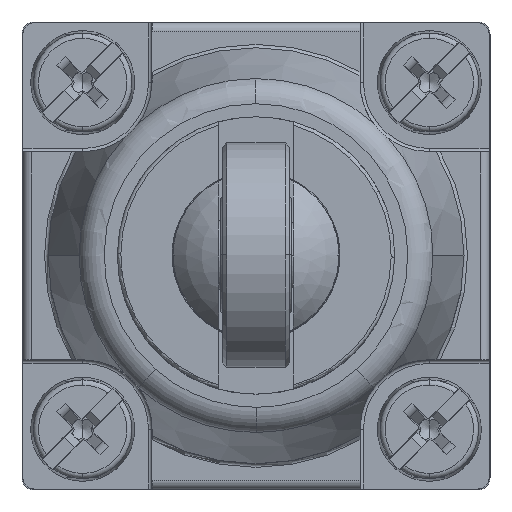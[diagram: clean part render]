
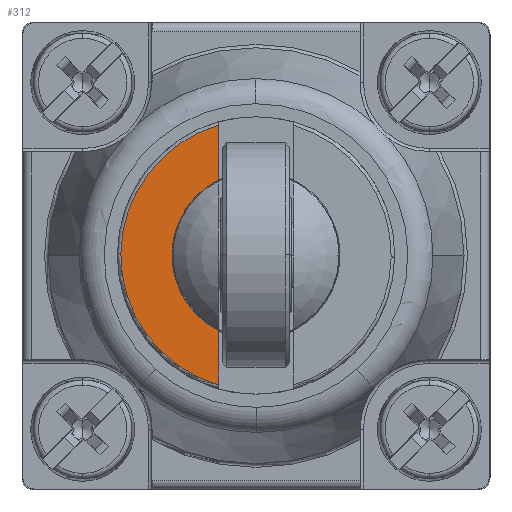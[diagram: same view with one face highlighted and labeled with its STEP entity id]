
A CAD part, top view. The second image highlights one B-rep face of the part: STEP entity #312.
In plain terms, the highlighted planar face has unit normal (0, 0, 1).
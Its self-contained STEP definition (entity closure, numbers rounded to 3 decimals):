
#312=ADVANCED_FACE('',(#1238),#1239,.F.);
#1238=FACE_OUTER_BOUND('',#2710,.T.);
#1239=PLANE('',#2711);
#2710=EDGE_LOOP('',(#5323,#5324,#5325,#5326,#5327));
#2711=AXIS2_PLACEMENT_3D('',#5328,#5329,#5330);
#5323=ORIENTED_EDGE('',*,*,#10247,.F.);
#5324=ORIENTED_EDGE('',*,*,#10248,.F.);
#5325=ORIENTED_EDGE('',*,*,#10249,.F.);
#5326=ORIENTED_EDGE('',*,*,#9978,.T.);
#5327=ORIENTED_EDGE('',*,*,#10234,.T.);
#5328=CARTESIAN_POINT('',(0.0,0.0,27.8));
#5329=DIRECTION('',(0.0,0.0,-1.0));
#5330=DIRECTION('',(0.0,-1.0,0.0));
#9978=EDGE_CURVE('',#12051,#12048,#12052,.T.);
#10234=EDGE_CURVE('',#12048,#12490,#12492,.T.);
#10247=EDGE_CURVE('',#12513,#12490,#12514,.T.);
#10248=EDGE_CURVE('',#12515,#12513,#12516,.T.);
#10249=EDGE_CURVE('',#12051,#12515,#12517,.T.);
#12048=VERTEX_POINT('',#15398);
#12051=VERTEX_POINT('',#15401);
#12052=CIRCLE('',#15402,7.8);
#12490=VERTEX_POINT('',#16166);
#12492=CIRCLE('',#16175,7.8);
#12513=VERTEX_POINT('',#16211);
#12514=LINE('',#16212,#16213);
#12515=VERTEX_POINT('',#16214);
#12516=CIRCLE('',#16215,4.85);
#12517=LINE('',#16216,#16217);
#15398=CARTESIAN_POINT('',(-7.799,0.105,27.8));
#15401=CARTESIAN_POINT('',(-2.15,7.498,27.8));
#15402=AXIS2_PLACEMENT_3D('',#20951,#20952,#20953);
#16166=CARTESIAN_POINT('',(-2.15,-7.498,27.8));
#16175=AXIS2_PLACEMENT_3D('',#21417,#21418,#21419);
#16211=CARTESIAN_POINT('',(-2.15,-4.347,27.8));
#16212=CARTESIAN_POINT('',(-2.15,-4.347,27.8));
#16213=VECTOR('',#21437,3.151);
#16214=CARTESIAN_POINT('',(-2.15,4.347,27.8));
#16215=AXIS2_PLACEMENT_3D('',#21438,#21439,#21440);
#16216=CARTESIAN_POINT('',(-2.15,7.498,27.8));
#16217=VECTOR('',#21441,3.151);
#20951=CARTESIAN_POINT('',(0.0,0.0,27.8));
#20952=DIRECTION('',(0.0,0.0,1.0));
#20953=DIRECTION('',(-0.276,0.961,0.0));
#21417=CARTESIAN_POINT('',(0.0,0.0,27.8));
#21418=DIRECTION('',(0.0,0.0,1.0));
#21419=DIRECTION('',(-0.276,0.961,0.0));
#21437=DIRECTION('',(0.0,-1.0,0.0));
#21438=CARTESIAN_POINT('',(0.0,0.0,27.8));
#21439=DIRECTION('',(0.0,0.0,1.0));
#21440=DIRECTION('',(-0.443,0.896,0.0));
#21441=DIRECTION('',(0.0,-1.0,0.0));
